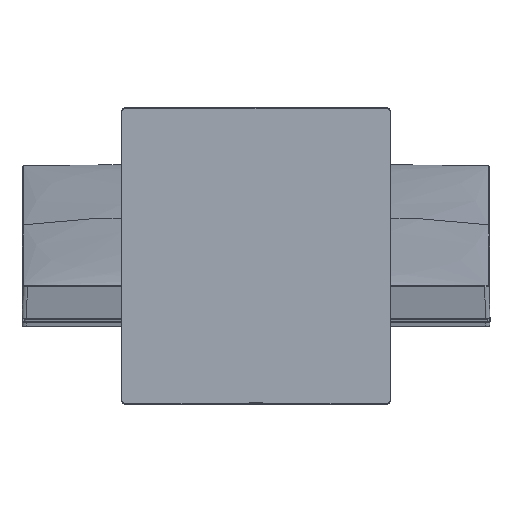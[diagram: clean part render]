
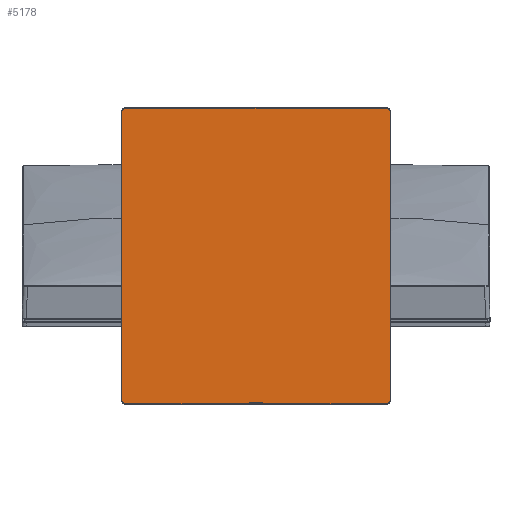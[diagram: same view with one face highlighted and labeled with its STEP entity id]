
A CAD part, left-side view. The second image highlights one B-rep face of the part: STEP entity #5178.
In plain terms, the highlighted planar face has unit normal (-1, 0, 0).
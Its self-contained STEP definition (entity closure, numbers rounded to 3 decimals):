
#4577=CARTESIAN_POINT('Vertex',(0.,-74.695,-14.237)) ;
#4584=CARTESIAN_POINT('Vertex',(0.,-74.695,144.563)) ;
#4587=CARTESIAN_POINT('Line Origine',(0.,-74.695,65.163)) ;
#4608=CARTESIAN_POINT('Vertex',(0.,-71.9,147.358)) ;
#4611=CARTESIAN_POINT('Axis2P3D Location',(0.,-71.9,144.563)) ;
#4656=CARTESIAN_POINT('Vertex',(0.,71.9,147.358)) ;
#4659=CARTESIAN_POINT('Line Origine',(0.,0.,147.358)) ;
#4724=CARTESIAN_POINT('Vertex',(0.,71.9,-17.032)) ;
#4731=CARTESIAN_POINT('Vertex',(0.,3.589,-17.032)) ;
#4734=CARTESIAN_POINT('Line Origine',(0.,0.,-17.032)) ;
#5059=CARTESIAN_POINT('Vertex',(0.,-3.589,-17.032)) ;
#5089=CARTESIAN_POINT('Vertex',(0.,-71.9,-17.032)) ;
#5092=CARTESIAN_POINT('Line Origine',(0.,0.,-17.032)) ;
#5109=CARTESIAN_POINT('Axis2P3D Location',(0.,-71.9,-14.237)) ;
#5121=CARTESIAN_POINT('Axis2P3D Location',(0.,0.,64.663)) ;
#5126=CARTESIAN_POINT('Line Origine',(0.,3.589,-16.549)) ;
#5130=CARTESIAN_POINT('Vertex',(0.,3.589,-16.067)) ;
#5133=CARTESIAN_POINT('Line Origine',(0.,0.,-16.067)) ;
#5137=CARTESIAN_POINT('Vertex',(0.,-3.589,-16.067)) ;
#5140=CARTESIAN_POINT('Line Origine',(0.,-3.589,-16.549)) ;
#5145=CARTESIAN_POINT('Axis2P3D Location',(0.,71.9,144.563)) ;
#5149=CARTESIAN_POINT('Vertex',(0.,74.695,144.563)) ;
#5152=CARTESIAN_POINT('Line Origine',(0.,74.695,65.163)) ;
#5156=CARTESIAN_POINT('Vertex',(0.,74.695,-14.237)) ;
#5159=CARTESIAN_POINT('Axis2P3D Location',(0.,71.9,-14.237)) ;
#4589=VECTOR('Line Direction',#4588,1.) ;
#4661=VECTOR('Line Direction',#4660,1.) ;
#4736=VECTOR('Line Direction',#4735,1.) ;
#5094=VECTOR('Line Direction',#5093,1.) ;
#5128=VECTOR('Line Direction',#5127,1.) ;
#5135=VECTOR('Line Direction',#5134,1.) ;
#5142=VECTOR('Line Direction',#5141,1.) ;
#5154=VECTOR('Line Direction',#5153,1.) ;
#4588=DIRECTION('Vector Direction',(0.,0.,1.)) ;
#4612=DIRECTION('Axis2P3D Direction',(-1.,0.,0.)) ;
#4660=DIRECTION('Vector Direction',(0.,-1.,0.)) ;
#4735=DIRECTION('Vector Direction',(0.,1.,0.)) ;
#5093=DIRECTION('Vector Direction',(0.,1.,0.)) ;
#5110=DIRECTION('Axis2P3D Direction',(-1.,0.,0.)) ;
#5122=DIRECTION('Axis2P3D Direction',(-1.,0.,0.)) ;
#5123=DIRECTION('Axis2P3D XDirection',(0.,-1.,0.)) ;
#5127=DIRECTION('Vector Direction',(0.,0.,-1.)) ;
#5134=DIRECTION('Vector Direction',(0.,1.,0.)) ;
#5141=DIRECTION('Vector Direction',(0.,0.,-1.)) ;
#5146=DIRECTION('Axis2P3D Direction',(-1.,0.,0.)) ;
#5153=DIRECTION('Vector Direction',(0.,0.,-1.)) ;
#5160=DIRECTION('Axis2P3D Direction',(-1.,0.,0.)) ;
#4613=AXIS2_PLACEMENT_3D('Circle Axis2P3D',#4611,#4612,$) ;
#5111=AXIS2_PLACEMENT_3D('Circle Axis2P3D',#5109,#5110,$) ;
#5124=AXIS2_PLACEMENT_3D('Plane Axis2P3D',#5121,#5122,#5123) ;
#5147=AXIS2_PLACEMENT_3D('Circle Axis2P3D',#5145,#5146,$) ;
#5161=AXIS2_PLACEMENT_3D('Circle Axis2P3D',#5159,#5160,$) ;
#4590=LINE('Line',#4587,#4589) ;
#4662=LINE('Line',#4659,#4661) ;
#4737=LINE('Line',#4734,#4736) ;
#5095=LINE('Line',#5092,#5094) ;
#5129=LINE('Line',#5126,#5128) ;
#5136=LINE('Line',#5133,#5135) ;
#5143=LINE('Line',#5140,#5142) ;
#5155=LINE('Line',#5152,#5154) ;
#4614=CIRCLE('generated circle',#4613,2.795) ;
#5112=CIRCLE('generated circle',#5111,2.795) ;
#5148=CIRCLE('generated circle',#5147,2.795) ;
#5162=CIRCLE('generated circle',#5161,2.795) ;
#5125=PLANE('',#5124) ;
#4591=EDGE_CURVE('',#4578,#4585,#4590,.T.) ;
#4615=EDGE_CURVE('',#4585,#4609,#4614,.T.) ;
#4663=EDGE_CURVE('',#4609,#4657,#4662,.F.) ;
#4738=EDGE_CURVE('',#4725,#4732,#4737,.F.) ;
#5096=EDGE_CURVE('',#5060,#5090,#5095,.F.) ;
#5113=EDGE_CURVE('',#5090,#4578,#5112,.T.) ;
#5132=EDGE_CURVE('',#5131,#4732,#5129,.T.) ;
#5139=EDGE_CURVE('',#5138,#5131,#5136,.T.) ;
#5144=EDGE_CURVE('',#5138,#5060,#5143,.T.) ;
#5151=EDGE_CURVE('',#4657,#5150,#5148,.T.) ;
#5158=EDGE_CURVE('',#5150,#5157,#5155,.T.) ;
#5163=EDGE_CURVE('',#5157,#4725,#5162,.T.) ;
#5165=ORIENTED_EDGE('',*,*,#5132,.F.) ;
#5166=ORIENTED_EDGE('',*,*,#5139,.F.) ;
#5167=ORIENTED_EDGE('',*,*,#5144,.T.) ;
#5168=ORIENTED_EDGE('',*,*,#5096,.T.) ;
#5169=ORIENTED_EDGE('',*,*,#5113,.T.) ;
#5170=ORIENTED_EDGE('',*,*,#4591,.T.) ;
#5171=ORIENTED_EDGE('',*,*,#4615,.T.) ;
#5172=ORIENTED_EDGE('',*,*,#4663,.T.) ;
#5173=ORIENTED_EDGE('',*,*,#5151,.T.) ;
#5174=ORIENTED_EDGE('',*,*,#5158,.T.) ;
#5175=ORIENTED_EDGE('',*,*,#5163,.T.) ;
#5176=ORIENTED_EDGE('',*,*,#4738,.T.) ;
#5164=EDGE_LOOP('',(#5165,#5166,#5167,#5168,#5169,#5170,#5171,#5172,#5173,#5174,#5175,#5176)) ;
#4578=VERTEX_POINT('',#4577) ;
#4585=VERTEX_POINT('',#4584) ;
#4609=VERTEX_POINT('',#4608) ;
#4657=VERTEX_POINT('',#4656) ;
#4725=VERTEX_POINT('',#4724) ;
#4732=VERTEX_POINT('',#4731) ;
#5060=VERTEX_POINT('',#5059) ;
#5090=VERTEX_POINT('',#5089) ;
#5131=VERTEX_POINT('',#5130) ;
#5138=VERTEX_POINT('',#5137) ;
#5150=VERTEX_POINT('',#5149) ;
#5157=VERTEX_POINT('',#5156) ;
#5178=ADVANCED_FACE('Low',(#5177),#5125,.T.) ;
#5177=FACE_OUTER_BOUND('',#5164,.T.) ;
